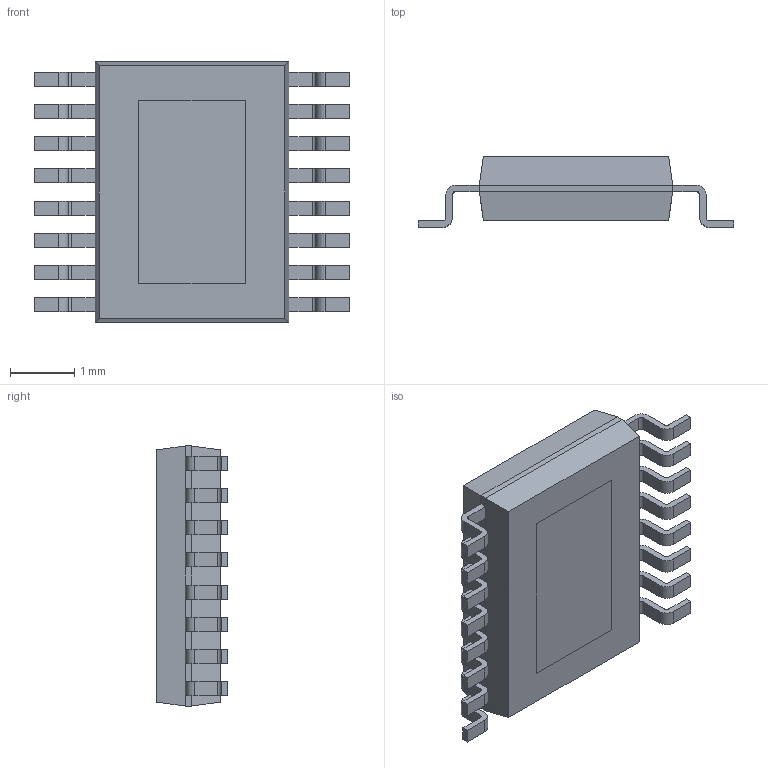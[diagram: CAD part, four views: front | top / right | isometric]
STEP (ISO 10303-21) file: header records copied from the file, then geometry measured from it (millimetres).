
FILE_DESCRIPTION (( 'STEP AP214' ), '1' );
FILE_NAME ('LT8610HMSE#PBF.STEP', '2020-12-18T12:07:05', ( '' ), ( '' ), 'SwSTEP 2.0', 'SolidWorks 2018', '' );
FILE_SCHEMA (( 'AUTOMOTIVE_DESIGN' ));
Length unit declared in the file: millimetre
Products named in the file (1): LT8610HMSE#PBF
Bounding box: 4.9 x 1.1 x 4.04 mm (x, y, z)
Volume: 12.1 mm3; surface area: 62.7 mm2
Topology: 18 solids, 18 shells, 249 faces, 628 edges, 416 vertices
Faces by surface type: plane 185, cylinder 64
Entity records: 7613 total; most frequent: CARTESIAN_POINT 1294, ORIENTED_EDGE 1256, DIRECTION 1256, EDGE_CURVE 628, LINE 500, VECTOR 500, VERTEX_POINT 416, AXIS2_PLACEMENT_3D 378
